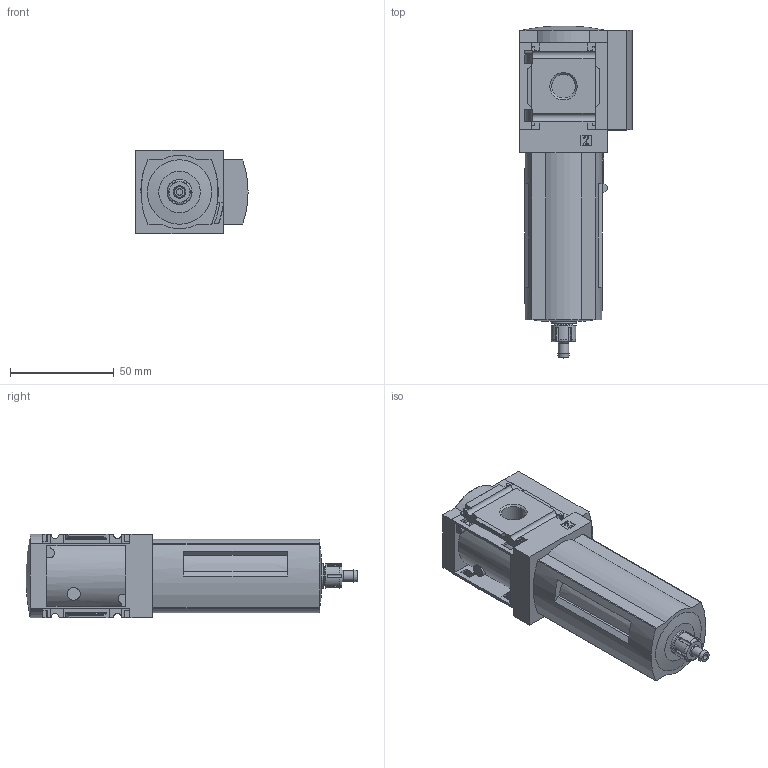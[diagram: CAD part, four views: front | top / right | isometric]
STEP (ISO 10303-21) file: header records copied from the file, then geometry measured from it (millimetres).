
FILE_DESCRIPTION(/* description */ ('STEP AP214'),/* implementation_level */ '2;1');
FILE_NAME(/* name */ '529460_MS4-LFM-1_4-ARM-Z',/* time_stamp */ '2024-09-09T16:52:17+02:00',/* author */ ('License CC BY-ND 4.0'),/* organization */ ('CADENAS'),/* preprocessor_version */ 'ST-DEVELOPER v19.3',/* originating_system */ 'PARTsolutions',/* authorisation */ ' ');
FILE_SCHEMA (('AUTOMOTIVE_DESIGN {1 0 10303 214 3 1 1}'));
Length unit declared in the file: millimetre
Products named in the file (3): 529460 MS4-LFM-1/4-ARM-Z; 527697 MS4-LFM-1/4-A-R-M-Z-0D; 526489 MS4-LFR-M
Assembly tree (2 placements, depth 2):
  529460 MS4-LFM-1/4-ARM-Z
    527697 MS4-LFM-1/4-A-R-M-Z-0D
    526489 MS4-LFR-M
Bounding box: 54 x 159.7 x 40.2 mm (x, y, z)
Volume: 192666 mm3; surface area: 29362.1 mm2
Topology: 2 solids, 2 shells, 293 faces, 808 edges, 532 vertices
Faces by surface type: plane 209, cylinder 62, cone 12, torus 9, sphere 1
Full cylindrical faces by diameter (mm): 3 x1, 5 x1, 6.1 x1, 11.445 x2, 12 x2
Entity records: 11067 total; most frequent: CARTESIAN_POINT 1728, ORIENTED_EDGE 1578, DIRECTION 1540, EDGE_CURVE 789, LINE 576, VECTOR 576, VERTEX_POINT 530, AXIS2_PLACEMENT_3D 482
